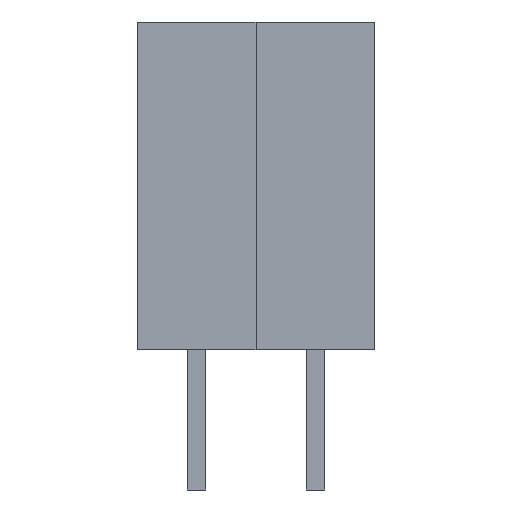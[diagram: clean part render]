
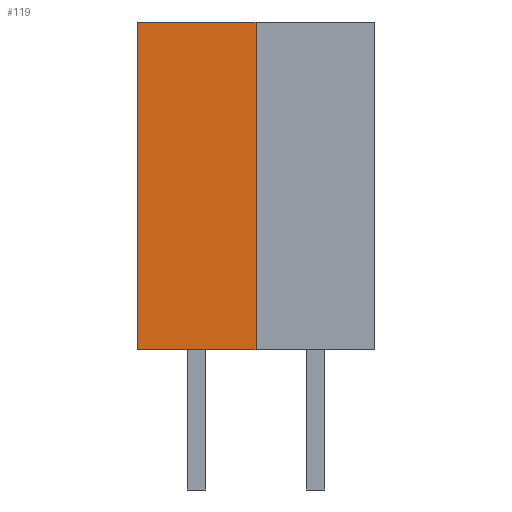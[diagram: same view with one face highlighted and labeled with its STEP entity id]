
A CAD part, front view. The second image highlights one B-rep face of the part: STEP entity #119.
In plain terms, the highlighted planar face has unit normal (0, -1, 0).
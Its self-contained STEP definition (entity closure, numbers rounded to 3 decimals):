
#13=DIRECTION('',(0.,0.,1.));
#14=DIRECTION('',(1.,0.,0.));
#95=EDGE_CURVE('',#96,#98,#100,.T.);
#96=VERTEX_POINT('',#97);
#97=CARTESIAN_POINT('',(-1.27,-1.271,0.));
#98=VERTEX_POINT('',#99);
#99=CARTESIAN_POINT('',(-1.27,-1.271,7.));
#100=LINE('',#97,#101);
#101=VECTOR('',#13,1.);
#108=DIRECTION('',(0.,1.,0.));
#119=ADVANCED_FACE('',(#120),#137,.F.);
#120=FACE_BOUND('',#121,.F.);
#121=EDGE_LOOP('',(#122,#128,#129,#134));
#122=ORIENTED_EDGE('',*,*,#123,.F.);
#123=EDGE_CURVE('',#96,#124,#126,.T.);
#124=VERTEX_POINT('',#125);
#125=CARTESIAN_POINT('',(1.27,-1.271,0.));
#126=LINE('',#97,#127);
#127=VECTOR('',#14,1.);
#128=ORIENTED_EDGE('',*,*,#95,.T.);
#129=ORIENTED_EDGE('',*,*,#130,.T.);
#130=EDGE_CURVE('',#98,#131,#133,.T.);
#131=VERTEX_POINT('',#132);
#132=CARTESIAN_POINT('',(1.27,-1.271,7.));
#133=LINE('',#99,#127);
#134=ORIENTED_EDGE('',*,*,#135,.F.);
#135=EDGE_CURVE('',#124,#131,#136,.T.);
#136=LINE('',#125,#101);
#137=PLANE('',#138);
#138=AXIS2_PLACEMENT_3D('',#97,#108,#13);
